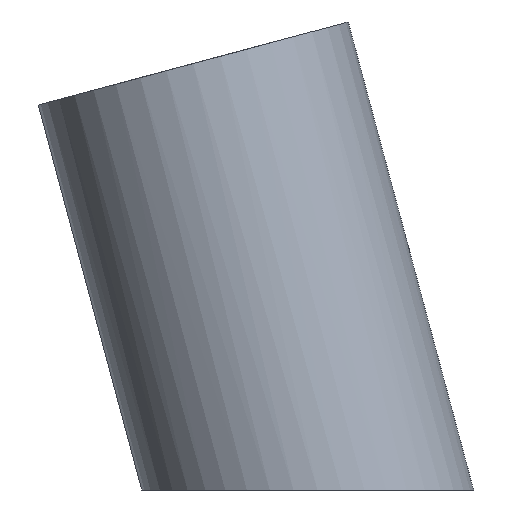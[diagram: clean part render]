
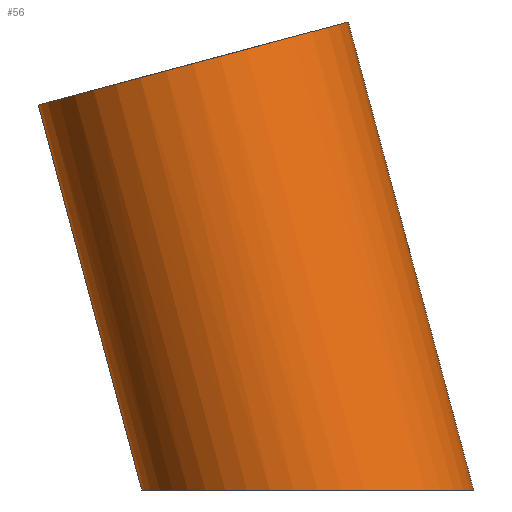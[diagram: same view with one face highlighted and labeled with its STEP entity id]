
A CAD part, left-side view. The second image highlights one B-rep face of the part: STEP entity #56.
In plain terms, the highlighted cylindrical face has radius 3.75 mm (diameter 7.5 mm), a full revolution.
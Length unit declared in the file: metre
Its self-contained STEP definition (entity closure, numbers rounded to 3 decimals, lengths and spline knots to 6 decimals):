
#18=CIRCLE('',#89,0.00375);
#20=ORIENTED_EDGE('',*,*,#28,.T.);
#21=ORIENTED_EDGE('',*,*,#29,.F.);
#28=EDGE_CURVE('',#32,#32,#36,.T.);
#29=EDGE_CURVE('',#33,#33,#18,.T.);
#32=VERTEX_POINT('',#125);
#33=VERTEX_POINT('',#127);
#36=ELLIPSE('',#88,0.003882,0.00375);
#38=EDGE_LOOP('',(#20));
#39=EDGE_LOOP('',(#21));
#46=FACE_BOUND('',#38,.T.);
#47=FACE_BOUND('',#39,.T.);
#54=CYLINDRICAL_SURFACE('',#87,0.00375);
#56=ADVANCED_FACE('',(#46,#47),#54,.T.);
#87=AXIS2_PLACEMENT_3D('',#123,#100,#101);
#88=AXIS2_PLACEMENT_3D('',#124,#102,#103);
#89=AXIS2_PLACEMENT_3D('',#126,#104,#105);
#100=DIRECTION('',(0.,-0.259,-0.966));
#101=DIRECTION('',(0.,0.966,-0.259));
#102=DIRECTION('',(0.,0.,1.));
#103=DIRECTION('',(0.,-1.,0.));
#104=DIRECTION('',(0.,0.259,0.966));
#105=DIRECTION('',(0.,-0.966,0.259));
#123=CARTESIAN_POINT('',(-0.036,0.01626,-0.003029));
#124=CARTESIAN_POINT('',(-0.036,0.013588,-0.013));
#125=CARTESIAN_POINT('',(-0.036,0.009706,-0.013));
#126=CARTESIAN_POINT('',(-0.036,0.01626,-0.003029));
#127=CARTESIAN_POINT('',(-0.036,0.012638,-0.002059));
